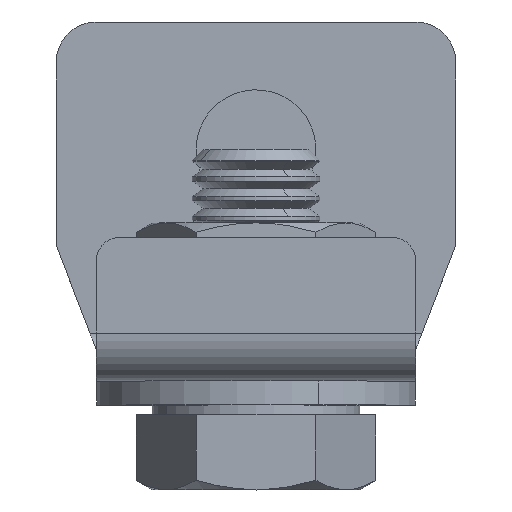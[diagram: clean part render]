
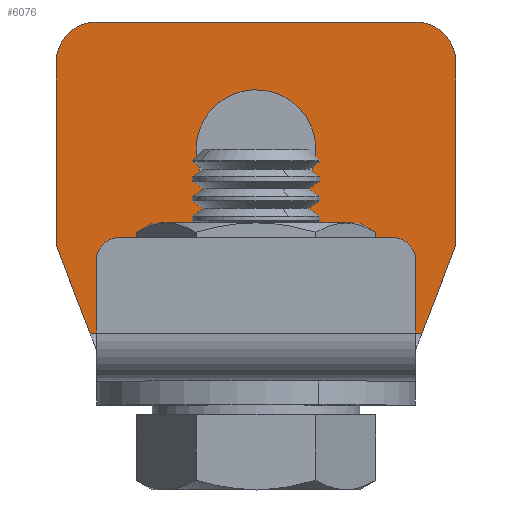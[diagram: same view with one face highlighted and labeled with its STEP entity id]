
A CAD part, top view. The second image highlights one B-rep face of the part: STEP entity #6076.
In plain terms, the highlighted planar face has unit normal (0, 0, 1).
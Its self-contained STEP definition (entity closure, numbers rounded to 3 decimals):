
#179 = CARTESIAN_POINT ( 'NONE',  ( -32.419, 62.451, -53.385 ) ) ;
#201 = DIRECTION ( 'NONE',  ( 1., 0., 0. ) ) ;
#208 = DIRECTION ( 'NONE',  ( 1., 0., 0. ) ) ;
#237 = VERTEX_POINT ( 'NONE', #3831 ) ;
#256 = CIRCLE ( 'NONE', #1942, 2.5 ) ;
#271 = DIRECTION ( 'NONE',  ( 0., 0., 1. ) ) ;
#290 = AXIS2_PLACEMENT_3D ( 'NONE', #179, #5828, #1127 ) ;
#294 = ORIENTED_EDGE ( 'NONE', *, *, #1102, .F. ) ;
#346 = VECTOR ( 'NONE', #1639, 1000. ) ;
#380 = CARTESIAN_POINT ( 'NONE',  ( -19.919, 70.451, -53.385 ) ) ;
#509 = ORIENTED_EDGE ( 'NONE', *, *, #5079, .F. ) ;
#628 = VECTOR ( 'NONE', #3209, 1000. ) ;
#689 = DIRECTION ( 'NONE',  ( 0., -1., 0. ) ) ;
#786 = EDGE_CURVE ( 'NONE', #4174, #2370, #3607, .T. ) ;
#810 = VERTEX_POINT ( 'NONE', #1997 ) ;
#843 = CIRCLE ( 'NONE', #3775, 2.5 ) ;
#1053 = VECTOR ( 'NONE', #2864, 1000. ) ;
#1059 = DIRECTION ( 'NONE',  ( 1., 0., 0. ) ) ;
#1102 = EDGE_CURVE ( 'NONE', #1359, #1197, #5747, .T. ) ;
#1119 = VERTEX_POINT ( 'NONE', #3008 ) ;
#1127 = DIRECTION ( 'NONE',  ( 1., 0., 0. ) ) ;
#1142 = DIRECTION ( 'NONE',  ( 1., 0., 0. ) ) ;
#1156 = DIRECTION ( 'NONE',  ( 1., 0., 0. ) ) ;
#1197 = VERTEX_POINT ( 'NONE', #4595 ) ;
#1316 = VECTOR ( 'NONE', #1059, 1000. ) ;
#1353 = LINE ( 'NONE', #2829, #1053 ) ;
#1359 = VERTEX_POINT ( 'NONE', #4677 ) ;
#1383 = EDGE_LOOP ( 'NONE', ( #2940, #3952, #294, #509, #1923, #3139, #4352, #4799 ) ) ;
#1639 = DIRECTION ( 'NONE',  ( -0.359, -0.933, 0. ) ) ;
#1901 = CARTESIAN_POINT ( 'NONE',  ( -44.919, 67.951, -53.385 ) ) ;
#1923 = ORIENTED_EDGE ( 'NONE', *, *, #6099, .T. ) ;
#1942 = AXIS2_PLACEMENT_3D ( 'NONE', #5927, #271, #208 ) ;
#1997 = CARTESIAN_POINT ( 'NONE',  ( -44.919, 56.451, -53.385 ) ) ;
#2096 = CIRCLE ( 'NONE', #4377, 3.6 ) ;
#2370 = VERTEX_POINT ( 'NONE', #5719 ) ;
#2453 = CARTESIAN_POINT ( 'NONE',  ( -44.919, 70.451, -53.385 ) ) ;
#2476 = ORIENTED_EDGE ( 'NONE', *, *, #5535, .F. ) ;
#2582 = AXIS2_PLACEMENT_3D ( 'NONE', #5867, #3993, #1142 ) ;
#2648 = DIRECTION ( 'NONE',  ( 0., 0., 1. ) ) ;
#2724 = EDGE_CURVE ( 'NONE', #237, #1197, #2867, .T. ) ;
#2829 = CARTESIAN_POINT ( 'NONE',  ( -42.419, 49.951, -53.385 ) ) ;
#2864 = DIRECTION ( 'NONE',  ( -0.359, 0.933, 0. ) ) ;
#2867 = LINE ( 'NONE', #5390, #3239 ) ;
#2940 = ORIENTED_EDGE ( 'NONE', *, *, #4532, .F. ) ;
#3008 = CARTESIAN_POINT ( 'NONE',  ( -28.819, 62.451, -53.385 ) ) ;
#3032 = CARTESIAN_POINT ( 'NONE',  ( -22.419, 49.951, -53.385 ) ) ;
#3056 = CARTESIAN_POINT ( 'NONE',  ( -44.919, 70.451, -53.385 ) ) ;
#3080 = DIRECTION ( 'NONE',  ( 1., 0., 0. ) ) ;
#3104 = VERTEX_POINT ( 'NONE', #1901 ) ;
#3139 = ORIENTED_EDGE ( 'NONE', *, *, #786, .F. ) ;
#3209 = DIRECTION ( 'NONE',  ( 0., -1., 0. ) ) ;
#3239 = VECTOR ( 'NONE', #201, 1000. ) ;
#3288 = FACE_BOUND ( 'NONE', #4956, .T. ) ;
#3445 = FACE_OUTER_BOUND ( 'NONE', #1383, .T. ) ;
#3464 = CARTESIAN_POINT ( 'NONE',  ( -19.919, 67.951, -53.385 ) ) ;
#3502 = ORIENTED_EDGE ( 'NONE', *, *, #4932, .F. ) ;
#3607 = LINE ( 'NONE', #2453, #1316 ) ;
#3651 = CARTESIAN_POINT ( 'NONE',  ( -36.019, 62.451, -53.385 ) ) ;
#3774 = VERTEX_POINT ( 'NONE', #3651 ) ;
#3775 = AXIS2_PLACEMENT_3D ( 'NONE', #5477, #2648, #3080 ) ;
#3831 = CARTESIAN_POINT ( 'NONE',  ( -42.804, 50.951, -53.385 ) ) ;
#3879 = LINE ( 'NONE', #3056, #4839 ) ;
#3900 = LINE ( 'NONE', #380, #628 ) ;
#3903 = PLANE ( 'NONE',  #2582 ) ;
#3952 = ORIENTED_EDGE ( 'NONE', *, *, #2724, .T. ) ;
#3989 = EDGE_CURVE ( 'NONE', #3104, #810, #3879, .T. ) ;
#3993 = DIRECTION ( 'NONE',  ( 0., 0., 1. ) ) ;
#4044 = CARTESIAN_POINT ( 'NONE',  ( -32.419, 62.451, -53.385 ) ) ;
#4174 = VERTEX_POINT ( 'NONE', #5013 ) ;
#4260 = CIRCLE ( 'NONE', #290, 3.6 ) ;
#4352 = ORIENTED_EDGE ( 'NONE', *, *, #6129, .T. ) ;
#4377 = AXIS2_PLACEMENT_3D ( 'NONE', #4044, #5879, #1156 ) ;
#4532 = EDGE_CURVE ( 'NONE', #237, #810, #1353, .T. ) ;
#4595 = CARTESIAN_POINT ( 'NONE',  ( -22.035, 50.951, -53.385 ) ) ;
#4677 = CARTESIAN_POINT ( 'NONE',  ( -19.919, 56.451, -53.385 ) ) ;
#4799 = ORIENTED_EDGE ( 'NONE', *, *, #3989, .T. ) ;
#4839 = VECTOR ( 'NONE', #689, 1000. ) ;
#4932 = EDGE_CURVE ( 'NONE', #3774, #1119, #2096, .T. ) ;
#4956 = EDGE_LOOP ( 'NONE', ( #3502, #2476 ) ) ;
#5013 = CARTESIAN_POINT ( 'NONE',  ( -42.419, 70.451, -53.385 ) ) ;
#5079 = EDGE_CURVE ( 'NONE', #6007, #1359, #3900, .T. ) ;
#5390 = CARTESIAN_POINT ( 'NONE',  ( -22.419, 50.951, -53.385 ) ) ;
#5477 = CARTESIAN_POINT ( 'NONE',  ( -42.419, 67.951, -53.385 ) ) ;
#5535 = EDGE_CURVE ( 'NONE', #1119, #3774, #4260, .T. ) ;
#5719 = CARTESIAN_POINT ( 'NONE',  ( -22.419, 70.451, -53.385 ) ) ;
#5747 = LINE ( 'NONE', #3032, #346 ) ;
#5828 = DIRECTION ( 'NONE',  ( 0., 0., 1. ) ) ;
#5867 = CARTESIAN_POINT ( 'NONE',  ( -44.919, 70.451, -53.385 ) ) ;
#5879 = DIRECTION ( 'NONE',  ( 0., 0., 1. ) ) ;
#5927 = CARTESIAN_POINT ( 'NONE',  ( -22.419, 67.951, -53.385 ) ) ;
#6007 = VERTEX_POINT ( 'NONE', #3464 ) ;
#6076 = ADVANCED_FACE ( 'NONE', ( #3288, #3445 ), #3903, .T. ) ;
#6099 = EDGE_CURVE ( 'NONE', #6007, #2370, #256, .T. ) ;
#6129 = EDGE_CURVE ( 'NONE', #4174, #3104, #843, .T. ) ;
